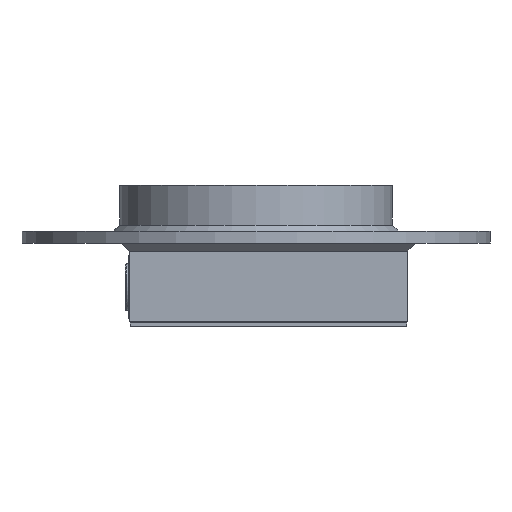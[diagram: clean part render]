
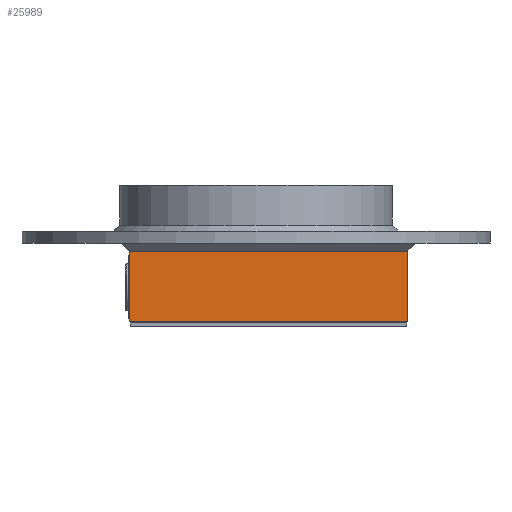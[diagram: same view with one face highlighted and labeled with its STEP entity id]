
A CAD part, left-side view. The second image highlights one B-rep face of the part: STEP entity #25989.
In plain terms, the highlighted planar face has unit normal (-1, 0, 0).
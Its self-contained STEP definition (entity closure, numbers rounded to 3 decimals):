
#3035=FACE_OUTER_BOUND('',#4636,.T.);
#4636=EDGE_LOOP('',(#23268,#23269,#23270,#23271));
#7521=LINE('',#42641,#10434);
#7523=LINE('',#42645,#10436);
#7524=LINE('',#42647,#10437);
#7525=LINE('',#42648,#10438);
#10434=VECTOR('',#34473,10.);
#10436=VECTOR('',#34477,10.);
#10437=VECTOR('',#34478,10.);
#10438=VECTOR('',#34479,10.);
#12774=VERTEX_POINT('',#42625);
#12778=VERTEX_POINT('',#42637);
#12779=VERTEX_POINT('',#42644);
#12780=VERTEX_POINT('',#42646);
#16293=EDGE_CURVE('',#12774,#12778,#7521,.T.);
#16295=EDGE_CURVE('',#12779,#12774,#7523,.T.);
#16296=EDGE_CURVE('',#12780,#12779,#7524,.T.);
#16297=EDGE_CURVE('',#12780,#12778,#7525,.T.);
#23268=ORIENTED_EDGE('',*,*,#16293,.F.);
#23269=ORIENTED_EDGE('',*,*,#16295,.F.);
#23270=ORIENTED_EDGE('',*,*,#16296,.F.);
#23271=ORIENTED_EDGE('',*,*,#16297,.T.);
#24591=PLANE('',#27952);
#25989=ADVANCED_FACE('',(#3035),#24591,.T.);
#27952=AXIS2_PLACEMENT_3D('',#42643,#34475,#34476);
#34473=DIRECTION('',(0.,1.,0.));
#34475=DIRECTION('center_axis',(-1.,0.,0.));
#34476=DIRECTION('ref_axis',(0.,1.,0.));
#34477=DIRECTION('',(0.,0.,-1.));
#34478=DIRECTION('',(0.,-1.,0.));
#34479=DIRECTION('',(0.,0.,-1.));
#42625=CARTESIAN_POINT('',(200.,-130.,-39.5));
#42637=CARTESIAN_POINT('',(200.,10.,-39.5));
#42641=CARTESIAN_POINT('',(200.,-95.,-39.5));
#42643=CARTESIAN_POINT('Origin',(200.,-130.,0.));
#42644=CARTESIAN_POINT('',(200.,-130.,-4.));
#42645=CARTESIAN_POINT('',(200.,-130.,0.));
#42646=CARTESIAN_POINT('',(200.,10.,-4.));
#42647=CARTESIAN_POINT('',(200.,-91.88,-4.));
#42648=CARTESIAN_POINT('',(200.,10.,0.));
